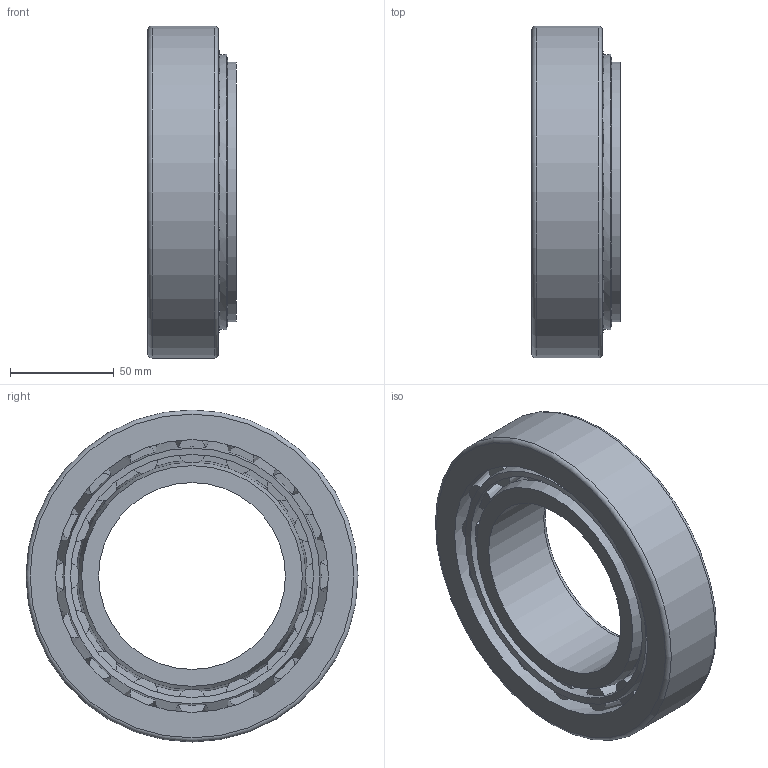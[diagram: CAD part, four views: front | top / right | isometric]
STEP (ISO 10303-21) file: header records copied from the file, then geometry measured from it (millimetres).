
FILE_DESCRIPTION(/* description */ ('STEP AP214'),/* implementation_level */ '2;1');
FILE_NAME(/* name */ '32218U',/* time_stamp */ '2026-03-04T12:03:50+01:00',/* author */ ('License CC BY-ND 4.0'),/* organization */ ('CADENAS'),/* preprocessor_version */ 'ST-DEVELOPER v20',/* originating_system */ 'PARTsolutions',/* authorisation */ ' ');
FILE_SCHEMA (('PROCESS_PLANNING_SCHEMA','AUTOMOTIVE_DESIGN {1 0 10303 214 3 1 1}'));
Length unit declared in the file: millimetre
Products named in the file (4): 32218U; 32218UInner  ring; 32218U Outer ring; 32218U Ball Cage
Assembly tree (3 placements, depth 2):
  32218U
    32218UInner  ring
    32218U Outer ring
    32218U Ball Cage
Bounding box: 42.5 x 160 x 160 mm (x, y, z)
Volume: 411445 mm3; surface area: 117529.9 mm2
Topology: 3 solids, 3 shells, 116 faces, 234 edges, 152 vertices
Faces by surface type: plane 68, cone 42, cylinder 3, torus 3
Full cylindrical faces by diameter (mm): 90 x1, 125 x1, 160 x1
Entity records: 3141 total; most frequent: CARTESIAN_POINT 672, DIRECTION 536, ORIENTED_EDGE 424, AXIS2_PLACEMENT_3D 268, EDGE_CURVE 212, EDGE_LOOP 168, FACE_BOUND 168, VERTEX_POINT 148
